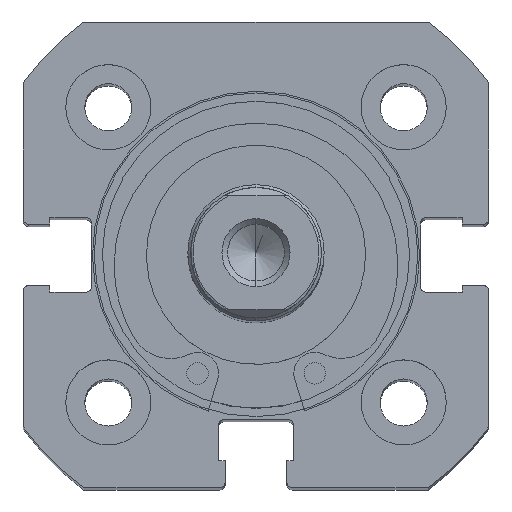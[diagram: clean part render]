
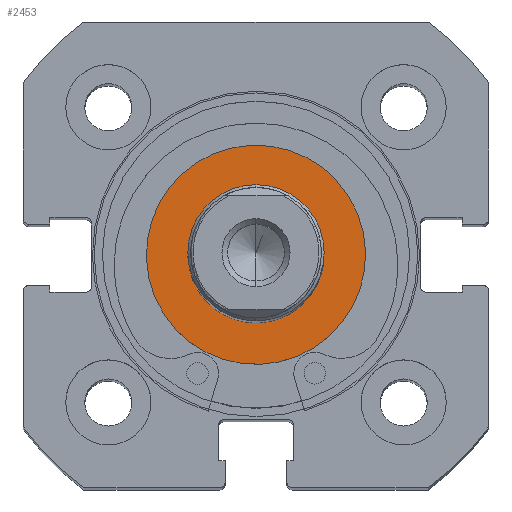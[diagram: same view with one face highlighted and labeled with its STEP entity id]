
A CAD part, top view. The second image highlights one B-rep face of the part: STEP entity #2453.
In plain terms, the highlighted face is planar.
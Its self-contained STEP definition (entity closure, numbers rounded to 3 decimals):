
#93 = EDGE_LOOP ( 'NONE', ( #2269, #2266 ) ) ;
#96 = EDGE_LOOP ( 'NONE', ( #6157, #6128 ) ) ;
#649 = CIRCLE ( 'NONE', #1654, 9.65 ) ;
#654 = CIRCLE ( 'NONE', #1620, 6. ) ;
#668 = CIRCLE ( 'NONE', #1403, 9.65 ) ;
#695 = CIRCLE ( 'NONE', #1512, 6. ) ;
#1403 = AXIS2_PLACEMENT_3D ( 'NONE', #5227, #5229, #5230 ) ;
#1512 = AXIS2_PLACEMENT_3D ( 'NONE', #5275, #5290, #5291 ) ;
#1620 = AXIS2_PLACEMENT_3D ( 'NONE', #5197, #5199, #5200 ) ;
#1654 = AXIS2_PLACEMENT_3D ( 'NONE', #5179, #5186, #5187 ) ;
#1693 = EDGE_CURVE ( 'NONE', #5892, #5875, #649, .T. ) ;
#1699 = EDGE_CURVE ( 'NONE', #5812, #5850, #654, .T. ) ;
#1711 = EDGE_CURVE ( 'NONE', #5875, #5892, #668, .T. ) ;
#1782 = EDGE_CURVE ( 'NONE', #5850, #5812, #695, .T. ) ;
#2266 = ORIENTED_EDGE ( 'NONE', *, *, #1711, .T. ) ;
#2269 = ORIENTED_EDGE ( 'NONE', *, *, #1693, .T. ) ;
#2453 = ADVANCED_FACE ( 'NONE', ( #4162, #4173 ), #3121, .F. ) ;
#2782 = AXIS2_PLACEMENT_3D ( 'NONE', #3120, #3122, #3123 ) ;
#3120 = CARTESIAN_POINT ( 'NONE',  ( 0., 9.65, 0. ) ) ;
#3121 = PLANE ( 'NONE',  #2782 ) ;
#3122 = DIRECTION ( 'NONE',  ( 1., 0., 0. ) ) ;
#3123 = DIRECTION ( 'NONE',  ( 0., 0., -1. ) ) ;
#3719 = CARTESIAN_POINT ( 'NONE',  ( 0., 0., -6. ) ) ;
#3741 = CARTESIAN_POINT ( 'NONE',  ( 0., 0., 6. ) ) ;
#3751 = CARTESIAN_POINT ( 'NONE',  ( 0., 0., -9.65 ) ) ;
#3761 = CARTESIAN_POINT ( 'NONE',  ( 0., 0., 9.65 ) ) ;
#4162 = FACE_BOUND ( 'NONE', #96, .T. ) ;
#4173 = FACE_OUTER_BOUND ( 'NONE', #93, .T. ) ;
#5179 = CARTESIAN_POINT ( 'NONE',  ( 0., 0., 0. ) ) ;
#5186 = DIRECTION ( 'NONE',  ( -1., 0., 0. ) ) ;
#5187 = DIRECTION ( 'NONE',  ( 0., 0., 1. ) ) ;
#5197 = CARTESIAN_POINT ( 'NONE',  ( 0., 0., 0. ) ) ;
#5199 = DIRECTION ( 'NONE',  ( -1., 0., 0. ) ) ;
#5200 = DIRECTION ( 'NONE',  ( 0., 0., 1. ) ) ;
#5227 = CARTESIAN_POINT ( 'NONE',  ( 0., 0., 0. ) ) ;
#5229 = DIRECTION ( 'NONE',  ( -1., 0., 0. ) ) ;
#5230 = DIRECTION ( 'NONE',  ( 0., 0., 1. ) ) ;
#5275 = CARTESIAN_POINT ( 'NONE',  ( 0., 0., 0. ) ) ;
#5290 = DIRECTION ( 'NONE',  ( -1., 0., 0. ) ) ;
#5291 = DIRECTION ( 'NONE',  ( 0., 0., 1. ) ) ;
#5812 = VERTEX_POINT ( 'NONE', #3719 ) ;
#5850 = VERTEX_POINT ( 'NONE', #3741 ) ;
#5875 = VERTEX_POINT ( 'NONE', #3751 ) ;
#5892 = VERTEX_POINT ( 'NONE', #3761 ) ;
#6128 = ORIENTED_EDGE ( 'NONE', *, *, #1699, .F. ) ;
#6157 = ORIENTED_EDGE ( 'NONE', *, *, #1782, .F. ) ;
